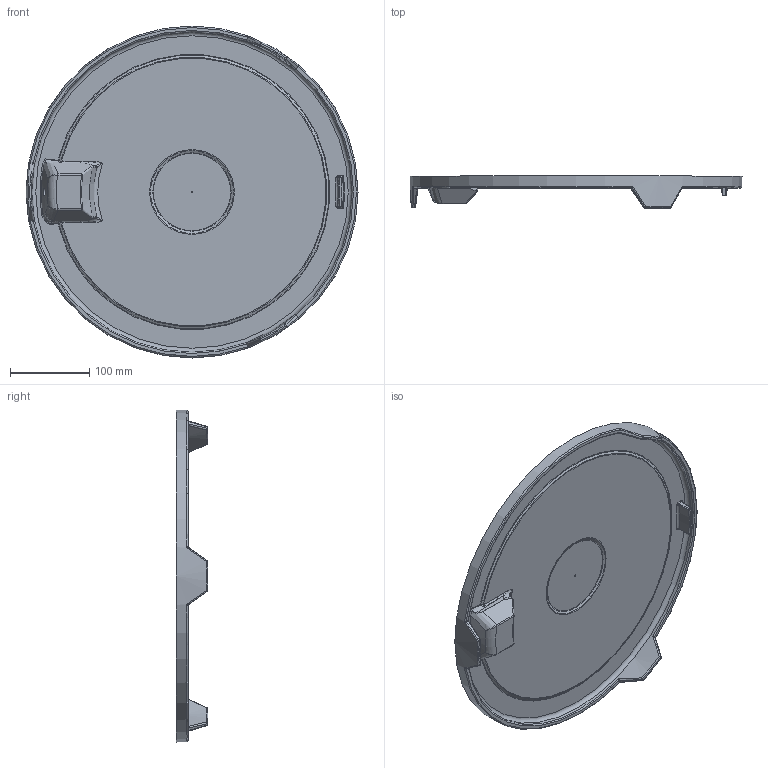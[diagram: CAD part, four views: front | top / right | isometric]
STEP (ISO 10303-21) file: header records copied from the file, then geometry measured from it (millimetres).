
FILE_DESCRIPTION(/* description */ (''),/* implementation_level */ '2;1');
FILE_NAME(/* name */ '660280z.stp',/* time_stamp */ '2024-10-10T07:01:27+02:00',/* author */ ('corinna'),/* organization */ (''),/* preprocessor_version */ 'ST-DEVELOPER v20',/* originating_system */ 'Autodesk Inventor 2024',/* authorisation */ '');
FILE_SCHEMA (('AUTOMOTIVE_DESIGN { 1 0 10303 214 3 1 1 }'));
Length unit declared in the file: millimetre
Products named in the file (1): 660280z
Bounding box: 420 x 40 x 420 mm (x, y, z)
Volume: 983348.1 mm3; surface area: 327806.3 mm2
Topology: 1 solids, 1 shells, 744 faces, 1664 edges, 864 vertices
Faces by surface type: bspline 238, cylinder 135, torus 130, plane 98, sphere 82, cone 61
Full cylindrical faces by diameter (mm): 9 x1
Entity records: 26647 total; most frequent: CARTESIAN_POINT 11917, ORIENTED_EDGE 3164, DIRECTION 2866, EDGE_CURVE 1582, AXIS2_PLACEMENT_3D 1266, VERTEX_POINT 864, EDGE_LOOP 770, FACE_OUTER_BOUND 744
